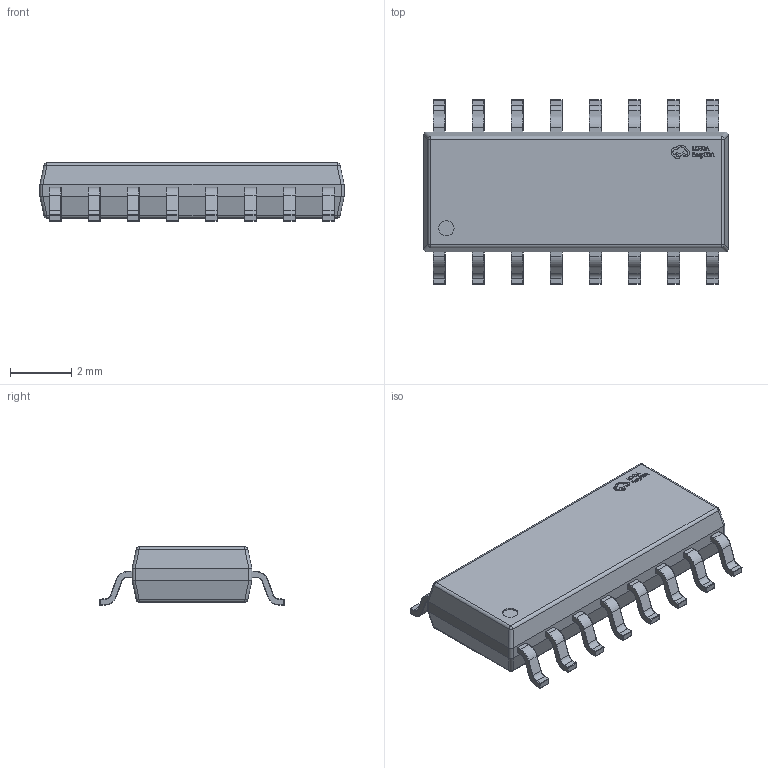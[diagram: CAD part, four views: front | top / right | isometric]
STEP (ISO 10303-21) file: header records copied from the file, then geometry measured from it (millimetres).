
FILE_DESCRIPTION (( 'STEP AP214' ), '1' );
FILE_NAME ('SOIC-16_L9.9-W3.9-P1.27-LS6.0-BL.STEP', '2023-05-11T09:31:27', ( '' ), ( '' ), 'SwSTEP 2.0', 'SolidWorks 2019', '' );
FILE_SCHEMA (( 'AUTOMOTIVE_DESIGN' ));
Length unit declared in the file: millimetre
Products named in the file (4): SOIC-16_L9.9-W3.9-P1.27-LS6.0-BL; COMPOUND_2; U1
Assembly tree (3 placements, depth 4):
  SOIC-16_L9.9-W3.9-P1.27-LS6.0-BL
    U1
      SOIC-16_L9.9-W3.9-P1.27-LS6.0-BL
        COMPOUND_2
Bounding box: 9.9 x 6.01 x 1.9 mm (x, y, z)
Volume: 68.6 mm3; surface area: 149.5 mm2
Topology: 30 solids, 30 shells, 1000 faces, 2428 edges, 1305 vertices
Faces by surface type: cylinder 350, bspline 346, plane 304
Entity records: 42003 total; most frequent: CARTESIAN_POINT 10099, ORIENTED_EDGE 4488, DIRECTION 3968, EDGE_CURVE 2244, AXIS2_PLACEMENT_3D 1410, VERTEX_POINT 1305, VECTOR 1148, LINE 1148
